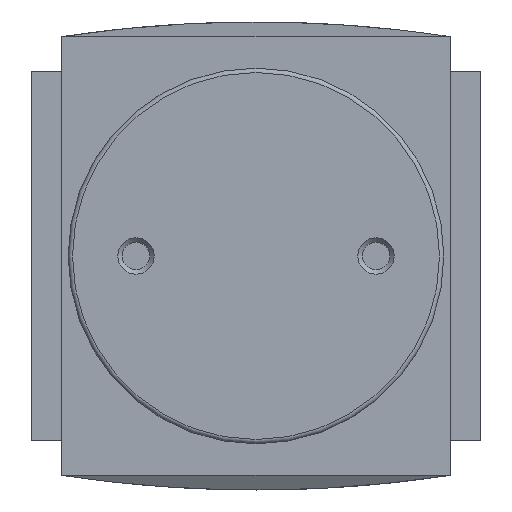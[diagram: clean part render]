
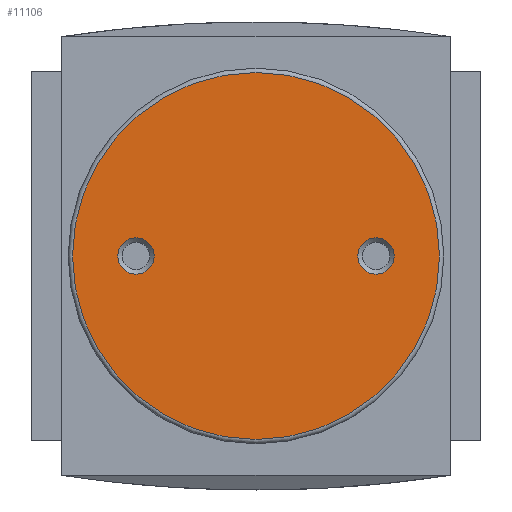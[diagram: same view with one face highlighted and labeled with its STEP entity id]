
A CAD part, front view. The second image highlights one B-rep face of the part: STEP entity #11106.
In plain terms, the highlighted planar face has unit normal (0, -1, 0).
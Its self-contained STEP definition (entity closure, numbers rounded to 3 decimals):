
#233=PLANE('',#11682);
#489=CIRCLE('',#11681,21.25);
#490=CIRCLE('',#11683,2.1);
#491=CIRCLE('',#11684,2.1);
#1900=ORIENTED_EDGE('',*,*,#3670,.F.);
#1901=ORIENTED_EDGE('',*,*,#3669,.T.);
#1902=ORIENTED_EDGE('',*,*,#3671,.F.);
#3669=EDGE_CURVE('',#4655,#4655,#489,.T.);
#3670=EDGE_CURVE('',#4656,#4656,#490,.F.);
#3671=EDGE_CURVE('',#4657,#4657,#491,.T.);
#4655=VERTEX_POINT('',#15865);
#4656=VERTEX_POINT('',#15868);
#4657=VERTEX_POINT('',#15870);
#6844=EDGE_LOOP('',(#1900));
#6845=EDGE_LOOP('',(#1901));
#6846=EDGE_LOOP('',(#1902));
#7358=FACE_BOUND('',#6844,.T.);
#7359=FACE_BOUND('',#6845,.T.);
#7360=FACE_BOUND('',#6846,.T.);
#11106=ADVANCED_FACE('',(#7358,#7359,#7360),#233,.F.);
#11681=AXIS2_PLACEMENT_3D('',#15864,#13325,#13326);
#11682=AXIS2_PLACEMENT_3D('',#15866,#13327,#13328);
#11683=AXIS2_PLACEMENT_3D('',#15867,#13329,#13330);
#11684=AXIS2_PLACEMENT_3D('',#15869,#13331,#13332);
#13325=DIRECTION('',(0.,-1.,0.));
#13326=DIRECTION('',(0.,0.,-1.));
#13327=DIRECTION('',(0.,1.,0.));
#13328=DIRECTION('',(0.,0.,1.));
#13329=DIRECTION('',(0.,1.,0.));
#13330=DIRECTION('',(0.,0.,1.));
#13331=DIRECTION('',(0.,-1.,0.));
#13332=DIRECTION('',(0.,0.,-1.));
#15864=CARTESIAN_POINT('',(0.,-33.,0.));
#15865=CARTESIAN_POINT('',(0.,-33.,-21.25));
#15866=CARTESIAN_POINT('',(21.25,-33.,0.));
#15867=CARTESIAN_POINT('',(13.9,-33.,0.));
#15868=CARTESIAN_POINT('',(13.9,-33.,2.1));
#15869=CARTESIAN_POINT('',(-13.9,-33.,0.));
#15870=CARTESIAN_POINT('',(-13.9,-33.,-2.1));
